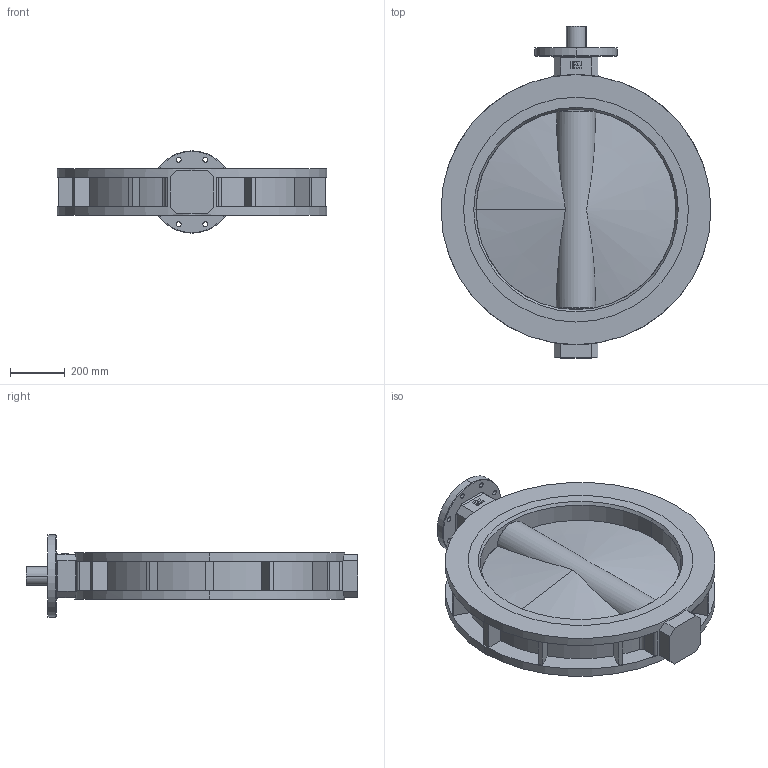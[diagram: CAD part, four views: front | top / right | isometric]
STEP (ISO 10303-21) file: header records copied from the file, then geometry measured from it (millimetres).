
FILE_DESCRIPTION (( 'STEP AP214' ), '1' );
FILE_NAME ('D40750.step', '2013-07-31T06:25:37', ( 'mbuehlmann' ), ( '' ), 'SwSTEP 2.0', 'SolidWorks 2012', '' );
FILE_SCHEMA (( 'AUTOMOTIVE_DESIGN' ));
Length unit declared in the file: millimetre
Products named in the file (6): ia-Logo26; ia-scheibe250_ia-scheibe750; ia-Keil_ia-Keil800; ia-Dichtungbasic_Dichtung750; BO.D40750.__; D40750
Assembly tree (5 placements, depth 2):
  D40750
    BO.D40750.__
    ia-Dichtungbasic_Dichtung750
    ia-Keil_ia-Keil800
    ia-scheibe250_ia-scheibe750
    ia-Logo26
Bounding box: 985 x 1211 x 300 mm (x, y, z)
Volume: 70312564.3 mm3; surface area: 4224393.9 mm2
Topology: 5 solids, 5 shells, 182 faces, 488 edges, 318 vertices
Faces by surface type: plane 94, cylinder 58, cone 16, torus 12, sphere 2
Entity records: 6281 total; most frequent: CARTESIAN_POINT 1424, DIRECTION 975, ORIENTED_EDGE 970, EDGE_CURVE 485, AXIS2_PLACEMENT_3D 344, VERTEX_POINT 317, LINE 287, VECTOR 287
